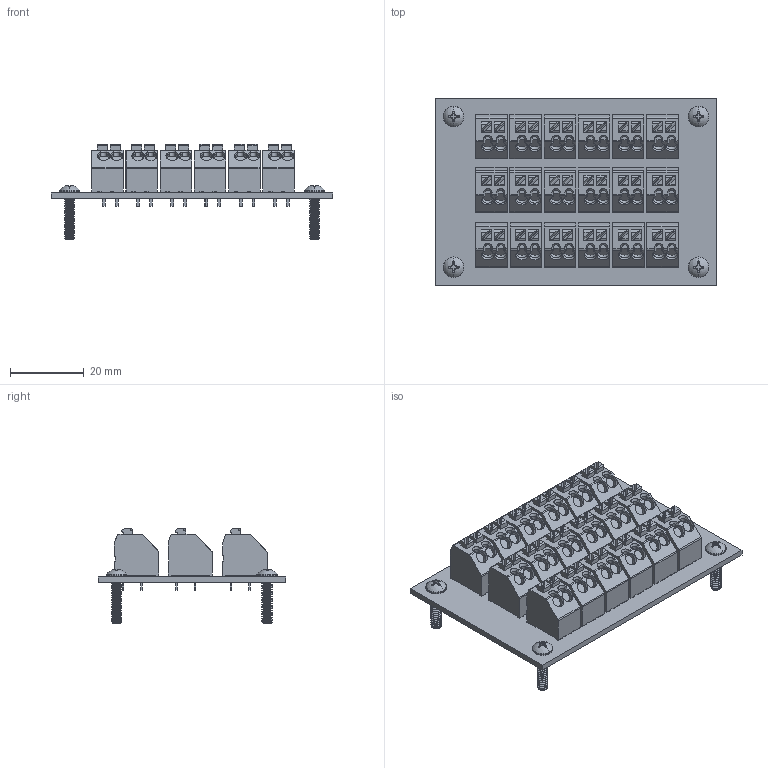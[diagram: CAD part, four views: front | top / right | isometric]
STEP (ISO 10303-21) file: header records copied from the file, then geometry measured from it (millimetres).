
FILE_DESCRIPTION(('KiCad electronic assembly'),'2;1');
FILE_NAME('CAN_board.step','2024-01-27T16:34:26',('Pcbnew'),('Kicad'), 'Open CASCADE STEP processor 7.7','KiCad to STEP converter','Unknown' );
FILE_SCHEMA(('AUTOMOTIVE_DESIGN { 1 0 10303 214 1 1 1 1 }'));
Length unit declared in the file: millimetre
Products named in the file (6): CAN_board 1; 91772A110_Passivated 18-8 Stainless Steel Pan Head Phillips Screw; 250-202; _autosave-CAN_board PCB
Assembly tree (25 placements, depth 3):
  CAN_board 1
    91772A110_Passivated 18-8 Stainless Steel Pan Head Phillips Screw  x4
      91772A110_Passivated 18-8 Stainless Steel Pan Head Phillips Screw
    250-202  x18
      250-202
    _autosave-CAN_board PCB
Bounding box: 76.2 x 50.8 x 25.77 mm (x, y, z)
Volume: 25056.4 mm3; surface area: 21875 mm2
Topology: 23 solids, 23 shells, 2312 faces, 6394 edges, 4208 vertices
Faces by surface type: plane 1454, cylinder 638, cone 144, bspline 44, torus 16, sphere 8, revolution 8
Full cylindrical faces by diameter (mm): 1.016 x36, 3.048 x4
Entity records: 27054 total; most frequent: CARTESIAN_POINT 12498, DIRECTION 2359, ORIENTED_EDGE 1442, PCURVE 1442, DEFINITIONAL_REPRESENTATION 1442, LINE 1387, VECTOR 1387, EDGE_CURVE 721
